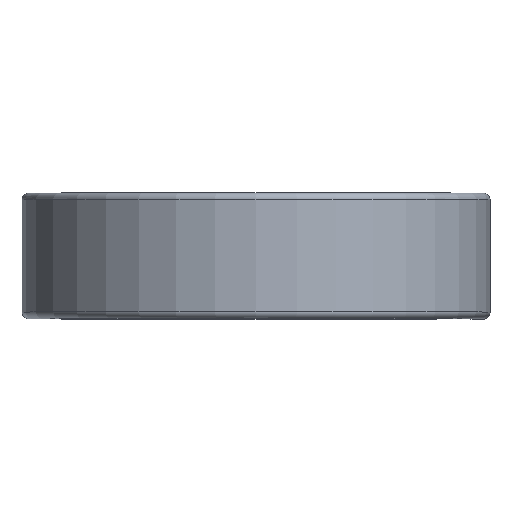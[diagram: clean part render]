
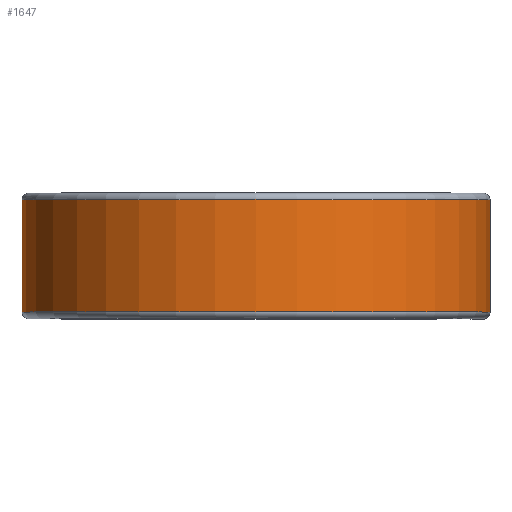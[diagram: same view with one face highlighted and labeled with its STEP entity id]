
A CAD part, top view. The second image highlights one B-rep face of the part: STEP entity #1647.
In plain terms, the highlighted cylindrical face has radius 26.619 mm (diameter 53.238 mm), a partial arc.
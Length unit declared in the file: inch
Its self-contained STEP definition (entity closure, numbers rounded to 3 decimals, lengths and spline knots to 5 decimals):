
#48 = DIRECTION ( 'NONE',  ( 0., 0., -1. ) ) ;
#111 = EDGE_CURVE ( 'NONE', #1035, #2281, #686, .T. ) ;
#286 = EDGE_LOOP ( 'NONE', ( #936, #364, #680, #1746 ) ) ;
#320 = AXIS2_PLACEMENT_3D ( 'NONE', #1041, #1608, #48 ) ;
#330 = DIRECTION ( 'NONE',  ( 0., 0., -1. ) ) ;
#339 = DIRECTION ( 'NONE',  ( 0., -1., 0. ) ) ;
#364 = ORIENTED_EDGE ( 'NONE', *, *, #1010, .T. ) ;
#371 = CARTESIAN_POINT ( 'NONE',  ( 0., 0.25125, -1.048 ) ) ;
#429 = CARTESIAN_POINT ( 'NONE',  ( 0., 0.25125, -1.048 ) ) ;
#457 = CARTESIAN_POINT ( 'NONE',  ( 0., 0.25125, 0. ) ) ;
#606 = DIRECTION ( 'NONE',  ( 0., 1., 0. ) ) ;
#615 = EDGE_CURVE ( 'NONE', #1035, #1808, #1714, .T. ) ;
#640 = CARTESIAN_POINT ( 'NONE',  ( 1.048, -0.25125, 0. ) ) ;
#680 = ORIENTED_EDGE ( 'NONE', *, *, #2145, .F. ) ;
#686 = LINE ( 'NONE', #1832, #2143 ) ;
#794 = AXIS2_PLACEMENT_3D ( 'NONE', #1112, #1102, #1089 ) ;
#936 = ORIENTED_EDGE ( 'NONE', *, *, #111, .T. ) ;
#1010 = EDGE_CURVE ( 'NONE', #2281, #1519, #1698, .T. ) ;
#1035 = VERTEX_POINT ( 'NONE', #640 ) ;
#1039 = CARTESIAN_POINT ( 'NONE',  ( 1.048, 0.25125, 0. ) ) ;
#1041 = CARTESIAN_POINT ( 'NONE',  ( 0., 0.25, 0. ) ) ;
#1089 = DIRECTION ( 'NONE',  ( 0., 0., -1. ) ) ;
#1102 = DIRECTION ( 'NONE',  ( 0., -1., 0. ) ) ;
#1112 = CARTESIAN_POINT ( 'NONE',  ( 0., -0.25125, 0. ) ) ;
#1158 = LINE ( 'NONE', #429, #1252 ) ;
#1252 = VECTOR ( 'NONE', #606, 39.37008 ) ;
#1519 = VERTEX_POINT ( 'NONE', #371 ) ;
#1608 = DIRECTION ( 'NONE',  ( 0., -1., 0. ) ) ;
#1647 = ADVANCED_FACE ( 'NONE', ( #2341 ), #2299, .T. ) ;
#1698 = CIRCLE ( 'NONE', #2254, 1.048 ) ;
#1714 = CIRCLE ( 'NONE', #794, 1.048 ) ;
#1746 = ORIENTED_EDGE ( 'NONE', *, *, #615, .F. ) ;
#1805 = CARTESIAN_POINT ( 'NONE',  ( 0., -0.25125, -1.048 ) ) ;
#1808 = VERTEX_POINT ( 'NONE', #1805 ) ;
#1830 = DIRECTION ( 'NONE',  ( 0., 1., 0. ) ) ;
#1832 = CARTESIAN_POINT ( 'NONE',  ( 1.048, 0.25125, 0. ) ) ;
#2143 = VECTOR ( 'NONE', #1830, 39.37008 ) ;
#2145 = EDGE_CURVE ( 'NONE', #1808, #1519, #1158, .T. ) ;
#2254 = AXIS2_PLACEMENT_3D ( 'NONE', #457, #339, #330 ) ;
#2281 = VERTEX_POINT ( 'NONE', #1039 ) ;
#2299 = CYLINDRICAL_SURFACE ( 'NONE', #320, 1.048 ) ;
#2341 = FACE_OUTER_BOUND ( 'NONE', #286, .T. ) ;
